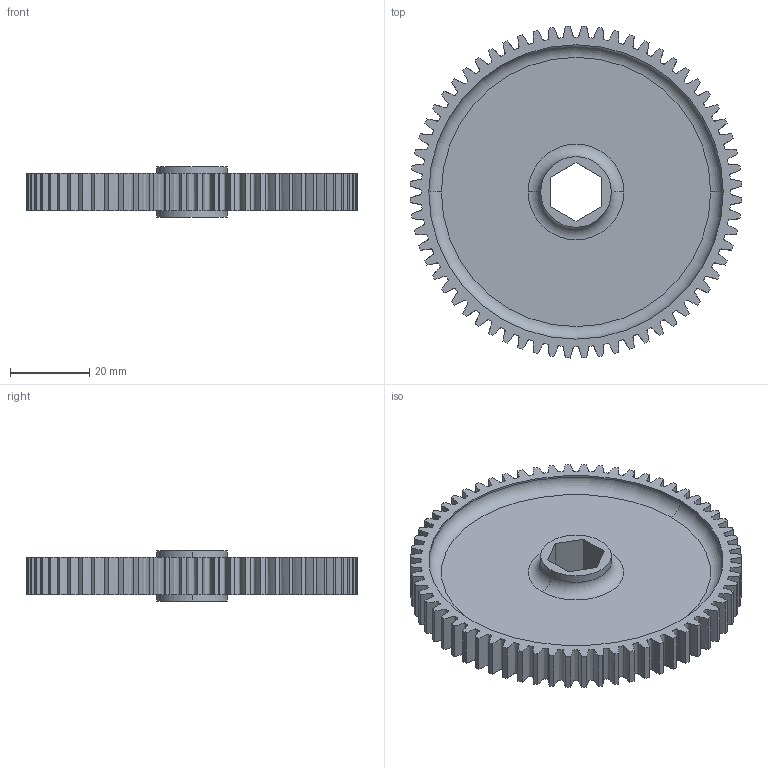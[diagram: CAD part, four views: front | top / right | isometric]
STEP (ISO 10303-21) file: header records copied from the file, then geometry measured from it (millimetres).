
FILE_DESCRIPTION (( 'STEP AP214' ), '1' );
FILE_NAME ('WCP-0122 Rev1.STEP', '2017-01-03T06:29:07', ( '' ), ( '' ), 'SwSTEP 2.0', 'SolidWorks 2016', '' );
FILE_SCHEMA (( 'AUTOMOTIVE_DESIGN' ));
Length unit declared in the file: inch
Products named in the file (1): WCP-0122 Rev1
Bounding box: 83.77 x 83.77 x 12.65 mm (x, y, z)
Volume: 21439.8 mm3; surface area: 17032.8 mm2
Topology: 1 solids, 1 shells, 156 faces, 442 edges, 292 vertices
Faces by surface type: cylinder 72, bspline 64, plane 12, torus 8
Entity records: 24218 total; most frequent: CARTESIAN_POINT 20411, ORIENTED_EDGE 884, DIRECTION 660, EDGE_CURVE 442, VERTEX_POINT 292, AXIS2_PLACEMENT_3D 253, EDGE_LOOP 162, CIRCLE 160
